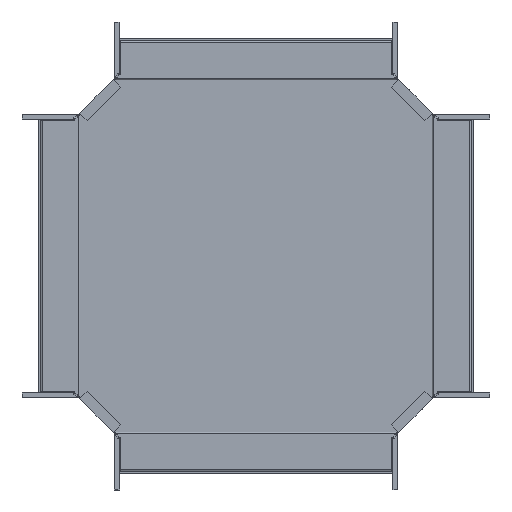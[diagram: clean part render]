
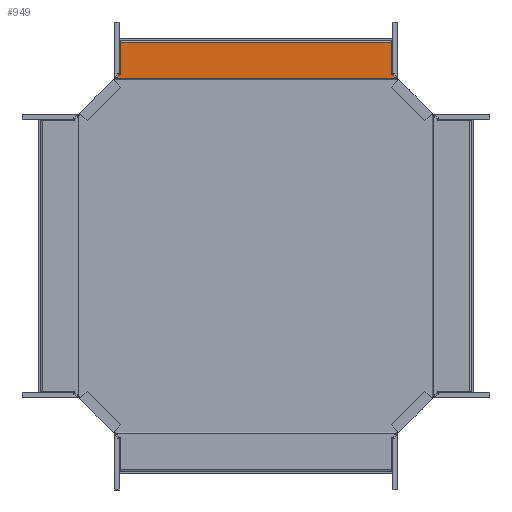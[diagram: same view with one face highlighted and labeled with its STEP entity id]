
A CAD part, front view. The second image highlights one B-rep face of the part: STEP entity #949.
In plain terms, the highlighted planar face has unit normal (0, -1, 0).
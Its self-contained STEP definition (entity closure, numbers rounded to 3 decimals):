
#61 = VECTOR ( 'NONE', #1227, 1000. ) ;
#300 = VERTEX_POINT ( 'NONE', #4812 ) ;
#322 = CARTESIAN_POINT ( 'NONE',  ( -7.302, -2.25, 298.912 ) ) ;
#339 = VERTEX_POINT ( 'NONE', #4100 ) ;
#596 = CARTESIAN_POINT ( 'NONE',  ( 189.75, -2.25, 253.497 ) ) ;
#693 = EDGE_CURVE ( 'NONE', #300, #339, #5204, .T. ) ;
#850 = CARTESIAN_POINT ( 'NONE',  ( -195.389, -2.25, 247.667 ) ) ;
#928 = CARTESIAN_POINT ( 'NONE',  ( -189.75, -2.25, 253.497 ) ) ;
#940 = CARTESIAN_POINT ( 'NONE',  ( 189.75, -2.25, 253.497 ) ) ;
#949 = ADVANCED_FACE ( 'NONE', ( #4610 ), #4159, .T. ) ;
#1064 = DIRECTION ( 'NONE',  ( 0., -1., 0. ) ) ;
#1076 = VERTEX_POINT ( 'NONE', #4556 ) ;
#1225 = ORIENTED_EDGE ( 'NONE', *, *, #4775, .F. ) ;
#1227 = DIRECTION ( 'NONE',  ( 1., 0., 0. ) ) ;
#1250 = CARTESIAN_POINT ( 'NONE',  ( 195.389, -2.25, 247.667 ) ) ;
#1364 = EDGE_CURVE ( 'NONE', #5481, #3111, #2431, .T. ) ;
#1413 = EDGE_CURVE ( 'NONE', #300, #3635, #1871, .T. ) ;
#1433 = VECTOR ( 'NONE', #5084, 1000. ) ;
#1568 = CARTESIAN_POINT ( 'NONE',  ( -195.035, -2.25, 248.212 ) ) ;
#1588 = VERTEX_POINT ( 'NONE', #1568 ) ;
#1616 = CARTESIAN_POINT ( 'NONE',  ( -189.75, -2.25, 253.497 ) ) ;
#1661 = EDGE_CURVE ( 'NONE', #3635, #1588, #5112, .T. ) ;
#1692 = EDGE_CURVE ( 'NONE', #3111, #1076, #2482, .T. ) ;
#1694 = CARTESIAN_POINT ( 'NONE',  ( -195.035, -2.25, 248.212 ) ) ;
#1800 = ORIENTED_EDGE ( 'NONE', *, *, #4820, .T. ) ;
#1845 = VECTOR ( 'NONE', #4701, 1000. ) ;
#1871 = LINE ( 'NONE', #2363, #1433 ) ;
#1898 = B_SPLINE_CURVE_WITH_KNOTS ( 'NONE', 3,
 ( #1694, #3863, #850, #4762 ),
 .UNSPECIFIED., .F., .F.,
 ( 4, 4 ),
 ( 0.007, 0.008 ),
 .UNSPECIFIED. ) ;
#1969 = LINE ( 'NONE', #3459, #1845 ) ;
#2052 = ORIENTED_EDGE ( 'NONE', *, *, #693, .F. ) ;
#2251 = CARTESIAN_POINT ( 'NONE',  ( 195.212, -2.25, 247.94 ) ) ;
#2363 = CARTESIAN_POINT ( 'NONE',  ( -189.75, -2.25, 253.497 ) ) ;
#2431 = B_SPLINE_CURVE_WITH_KNOTS ( 'NONE', 3,
 ( #5281, #2251, #1250, #3028 ),
 .UNSPECIFIED., .F., .F.,
 ( 4, 4 ),
 ( 0.007, 0.008 ),
 .UNSPECIFIED. ) ;
#2442 = DIRECTION ( 'NONE',  ( 0.707, 0., -0.707 ) ) ;
#2482 = LINE ( 'NONE', #3354, #3677 ) ;
#2508 = DIRECTION ( 'NONE',  ( -0.707, 0., -0.707 ) ) ;
#2584 = ORIENTED_EDGE ( 'NONE', *, *, #1661, .T. ) ;
#2745 = DIRECTION ( 'NONE',  ( 0., 0., -1. ) ) ;
#2773 = CARTESIAN_POINT ( 'NONE',  ( 0., -2.25, -0.076 ) ) ;
#2848 = LINE ( 'NONE', #596, #3426 ) ;
#2910 = DIRECTION ( 'NONE',  ( -1., 0., 0. ) ) ;
#2920 = AXIS2_PLACEMENT_3D ( 'NONE', #2773, #1064, #2745 ) ;
#3028 = CARTESIAN_POINT ( 'NONE',  ( 195.546, -2.25, 247.384 ) ) ;
#3100 = ORIENTED_EDGE ( 'NONE', *, *, #1413, .T. ) ;
#3111 = VERTEX_POINT ( 'NONE', #4350 ) ;
#3301 = VECTOR ( 'NONE', #2508, 1000. ) ;
#3322 = CARTESIAN_POINT ( 'NONE',  ( 195.035, -2.25, 248.212 ) ) ;
#3354 = CARTESIAN_POINT ( 'NONE',  ( 0., -2.25, 247.384 ) ) ;
#3426 = VECTOR ( 'NONE', #2442, 1000. ) ;
#3459 = CARTESIAN_POINT ( 'NONE',  ( 189.75, -2.25, 253.497 ) ) ;
#3635 = VERTEX_POINT ( 'NONE', #928 ) ;
#3677 = VECTOR ( 'NONE', #2910, 1000. ) ;
#3690 = EDGE_CURVE ( 'NONE', #339, #4646, #1969, .T. ) ;
#3863 = CARTESIAN_POINT ( 'NONE',  ( -195.212, -2.25, 247.94 ) ) ;
#3867 = ORIENTED_EDGE ( 'NONE', *, *, #3690, .F. ) ;
#4100 = CARTESIAN_POINT ( 'NONE',  ( 189.75, -2.25, 298.912 ) ) ;
#4159 = PLANE ( 'NONE',  #2920 ) ;
#4350 = CARTESIAN_POINT ( 'NONE',  ( 195.546, -2.25, 247.384 ) ) ;
#4496 = EDGE_LOOP ( 'NONE', ( #2584, #1800, #4845, #5067, #1225, #3867, #2052, #3100 ) ) ;
#4556 = CARTESIAN_POINT ( 'NONE',  ( -195.546, -2.25, 247.384 ) ) ;
#4610 = FACE_OUTER_BOUND ( 'NONE', #4496, .T. ) ;
#4646 = VERTEX_POINT ( 'NONE', #940 ) ;
#4701 = DIRECTION ( 'NONE',  ( 0., 0., -1. ) ) ;
#4762 = CARTESIAN_POINT ( 'NONE',  ( -195.546, -2.25, 247.384 ) ) ;
#4775 = EDGE_CURVE ( 'NONE', #4646, #5481, #2848, .T. ) ;
#4812 = CARTESIAN_POINT ( 'NONE',  ( -189.75, -2.25, 298.912 ) ) ;
#4820 = EDGE_CURVE ( 'NONE', #1588, #1076, #1898, .T. ) ;
#4845 = ORIENTED_EDGE ( 'NONE', *, *, #1692, .F. ) ;
#5067 = ORIENTED_EDGE ( 'NONE', *, *, #1364, .F. ) ;
#5084 = DIRECTION ( 'NONE',  ( 0., 0., -1. ) ) ;
#5112 = LINE ( 'NONE', #1616, #3301 ) ;
#5204 = LINE ( 'NONE', #322, #61 ) ;
#5281 = CARTESIAN_POINT ( 'NONE',  ( 195.035, -2.25, 248.212 ) ) ;
#5481 = VERTEX_POINT ( 'NONE', #3322 ) ;
